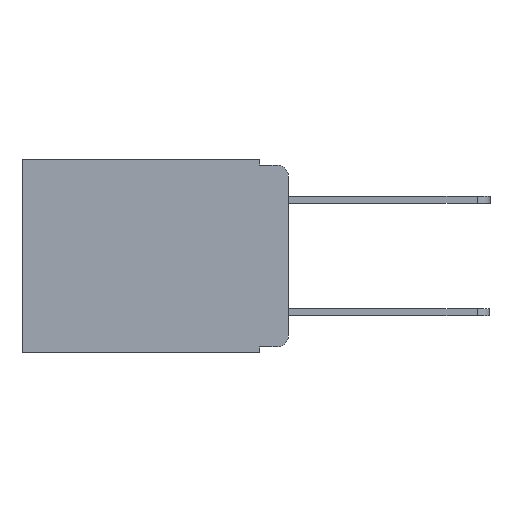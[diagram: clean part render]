
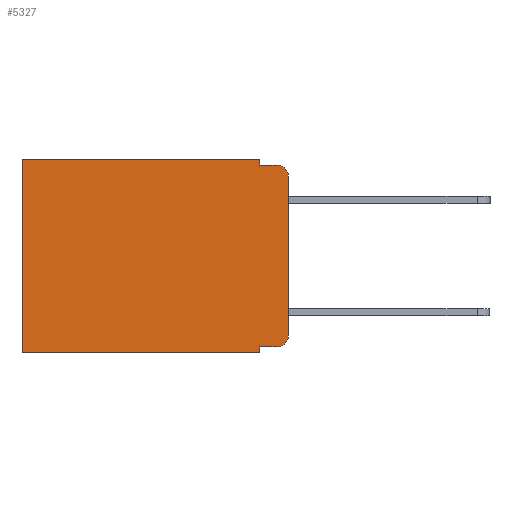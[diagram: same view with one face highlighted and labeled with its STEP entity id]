
A CAD part, left-side view. The second image highlights one B-rep face of the part: STEP entity #5327.
In plain terms, the highlighted planar face has unit normal (-1, 0, 0).
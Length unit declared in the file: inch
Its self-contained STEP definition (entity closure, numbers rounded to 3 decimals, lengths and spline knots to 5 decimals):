
#104 = ORIENTED_EDGE ( 'NONE', *, *, #8571, .F. ) ;
#137 = LINE ( 'NONE', #8148, #10672 ) ;
#203 = CARTESIAN_POINT ( 'NONE',  ( 0.298, 0.473, 0. ) ) ;
#210 = EDGE_CURVE ( 'NONE', #7178, #1176, #9570, .T. ) ;
#236 = CARTESIAN_POINT ( 'NONE',  ( 0.298, 0.473, -0.343 ) ) ;
#314 = EDGE_CURVE ( 'NONE', #1176, #6392, #3969, .T. ) ;
#484 = LINE ( 'NONE', #4841, #9467 ) ;
#557 = ORIENTED_EDGE ( 'NONE', *, *, #3968, .T. ) ;
#650 = ORIENTED_EDGE ( 'NONE', *, *, #314, .T. ) ;
#764 = DIRECTION ( 'NONE',  ( 0., -1., 0. ) ) ;
#835 = VERTEX_POINT ( 'NONE', #2176 ) ;
#1176 = VERTEX_POINT ( 'NONE', #3148 ) ;
#1191 = CARTESIAN_POINT ( 'NONE',  ( 0.298, 0.051, -0.343 ) ) ;
#1245 = ORIENTED_EDGE ( 'NONE', *, *, #8527, .F. ) ;
#1354 = ORIENTED_EDGE ( 'NONE', *, *, #4312, .F. ) ;
#1496 = ORIENTED_EDGE ( 'NONE', *, *, #210, .T. ) ;
#1527 = PLANE ( 'NONE',  #6005 ) ;
#1645 = CARTESIAN_POINT ( 'NONE',  ( 0.298, 0.051, -0.333 ) ) ;
#1744 = VERTEX_POINT ( 'NONE', #8322 ) ;
#2176 = CARTESIAN_POINT ( 'NONE',  ( 0.298, 0.02, -0.01 ) ) ;
#2220 = ORIENTED_EDGE ( 'NONE', *, *, #2544, .T. ) ;
#2248 = VECTOR ( 'NONE', #7953, 39.37008 ) ;
#2388 = EDGE_CURVE ( 'NONE', #3344, #8201, #137, .T. ) ;
#2445 = CARTESIAN_POINT ( 'NONE',  ( 0.298, 0.02, -0.313 ) ) ;
#2544 = EDGE_CURVE ( 'NONE', #4539, #9315, #3521, .T. ) ;
#2870 = VERTEX_POINT ( 'NONE', #1191 ) ;
#3072 = VECTOR ( 'NONE', #5376, 39.37008 ) ;
#3148 = CARTESIAN_POINT ( 'NONE',  ( 0.298, 0.02, -0.333 ) ) ;
#3222 = CARTESIAN_POINT ( 'NONE',  ( 0.298, 0.051, -0.333 ) ) ;
#3235 = ORIENTED_EDGE ( 'NONE', *, *, #4303, .T. ) ;
#3287 = ORIENTED_EDGE ( 'NONE', *, *, #2388, .F. ) ;
#3331 = CARTESIAN_POINT ( 'NONE',  ( 0.298, 0., -0.343 ) ) ;
#3344 = VERTEX_POINT ( 'NONE', #10424 ) ;
#3470 = CARTESIAN_POINT ( 'NONE',  ( 0.298, 0., -0.313 ) ) ;
#3521 = LINE ( 'NONE', #7405, #5813 ) ;
#3655 = EDGE_LOOP ( 'NONE', ( #8805, #3235, #104, #3287, #557, #2220, #1354, #1245, #1496, #650 ) ) ;
#3840 = CARTESIAN_POINT ( 'NONE',  ( 0.298, 0., 0. ) ) ;
#3968 = EDGE_CURVE ( 'NONE', #3344, #4539, #4579, .T. ) ;
#3969 = CIRCLE ( 'NONE', #7543, 0.02 ) ;
#3972 = LINE ( 'NONE', #9308, #8371 ) ;
#4303 = EDGE_CURVE ( 'NONE', #1744, #835, #8068, .T. ) ;
#4312 = EDGE_CURVE ( 'NONE', #2870, #9315, #7827, .T. ) ;
#4449 = DIRECTION ( 'NONE',  ( 0., 0., -1. ) ) ;
#4539 = VERTEX_POINT ( 'NONE', #203 ) ;
#4579 = LINE ( 'NONE', #6913, #2248 ) ;
#4702 = AXIS2_PLACEMENT_3D ( 'NONE', #5048, #7824, #5521 ) ;
#4841 = CARTESIAN_POINT ( 'NONE',  ( 0.298, 0., 0. ) ) ;
#5048 = CARTESIAN_POINT ( 'NONE',  ( 0.298, 0.02, -0.03 ) ) ;
#5319 = VECTOR ( 'NONE', #764, 39.37008 ) ;
#5327 = ADVANCED_FACE ( 'NONE', ( #9119 ), #1527, .F. ) ;
#5348 = DIRECTION ( 'NONE',  ( 0., -1., 0. ) ) ;
#5376 = DIRECTION ( 'NONE',  ( 0., 1., 0. ) ) ;
#5521 = DIRECTION ( 'NONE',  ( 0., 0., -1. ) ) ;
#5813 = VECTOR ( 'NONE', #6370, 39.37008 ) ;
#6005 = AXIS2_PLACEMENT_3D ( 'NONE', #3840, #9885, #8489 ) ;
#6213 = CARTESIAN_POINT ( 'NONE',  ( 0.298, 0.051, -0.01 ) ) ;
#6257 = VECTOR ( 'NONE', #5348, 39.37008 ) ;
#6370 = DIRECTION ( 'NONE',  ( 0., 0., -1. ) ) ;
#6392 = VERTEX_POINT ( 'NONE', #3470 ) ;
#6415 = DIRECTION ( 'NONE',  ( -1., 0., 0. ) ) ;
#6913 = CARTESIAN_POINT ( 'NONE',  ( 0.298, 0., 0. ) ) ;
#7097 = DIRECTION ( 'NONE',  ( 0., 0., -1. ) ) ;
#7178 = VERTEX_POINT ( 'NONE', #3222 ) ;
#7405 = CARTESIAN_POINT ( 'NONE',  ( 0.298, 0.473, 0. ) ) ;
#7543 = AXIS2_PLACEMENT_3D ( 'NONE', #2445, #6415, #9029 ) ;
#7824 = DIRECTION ( 'NONE',  ( -1., 0., 0. ) ) ;
#7827 = LINE ( 'NONE', #3331, #3072 ) ;
#7953 = DIRECTION ( 'NONE',  ( 0., 1., 0. ) ) ;
#8068 = CIRCLE ( 'NONE', #4702, 0.02 ) ;
#8148 = CARTESIAN_POINT ( 'NONE',  ( 0.298, 0.051, 0. ) ) ;
#8188 = EDGE_CURVE ( 'NONE', #1744, #6392, #484, .T. ) ;
#8201 = VERTEX_POINT ( 'NONE', #8881 ) ;
#8322 = CARTESIAN_POINT ( 'NONE',  ( 0.298, 0., -0.03 ) ) ;
#8371 = VECTOR ( 'NONE', #4449, 39.37008 ) ;
#8489 = DIRECTION ( 'NONE',  ( 0., 0., -1. ) ) ;
#8527 = EDGE_CURVE ( 'NONE', #7178, #2870, #3972, .T. ) ;
#8571 = EDGE_CURVE ( 'NONE', #8201, #835, #9913, .T. ) ;
#8805 = ORIENTED_EDGE ( 'NONE', *, *, #8188, .F. ) ;
#8881 = CARTESIAN_POINT ( 'NONE',  ( 0.298, 0.051, -0.01 ) ) ;
#9029 = DIRECTION ( 'NONE',  ( 0., 0., -1. ) ) ;
#9119 = FACE_OUTER_BOUND ( 'NONE', #3655, .T. ) ;
#9308 = CARTESIAN_POINT ( 'NONE',  ( 0.298, 0.051, 0. ) ) ;
#9315 = VERTEX_POINT ( 'NONE', #236 ) ;
#9467 = VECTOR ( 'NONE', #10371, 39.37008 ) ;
#9570 = LINE ( 'NONE', #1645, #5319 ) ;
#9885 = DIRECTION ( 'NONE',  ( 1., 0., 0. ) ) ;
#9913 = LINE ( 'NONE', #6213, #6257 ) ;
#10371 = DIRECTION ( 'NONE',  ( 0., 0., -1. ) ) ;
#10424 = CARTESIAN_POINT ( 'NONE',  ( 0.298, 0.051, 0. ) ) ;
#10672 = VECTOR ( 'NONE', #7097, 39.37008 ) ;
